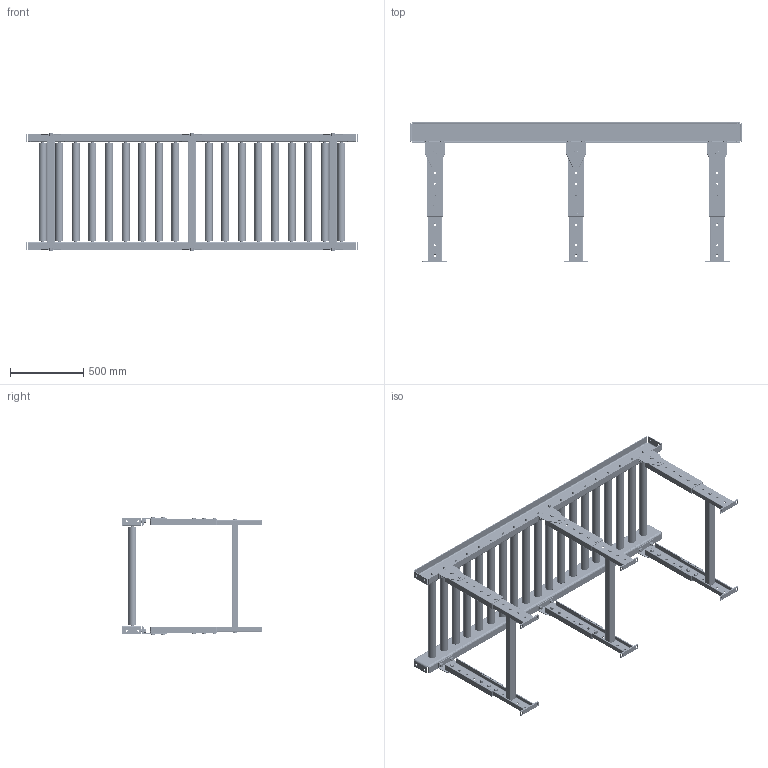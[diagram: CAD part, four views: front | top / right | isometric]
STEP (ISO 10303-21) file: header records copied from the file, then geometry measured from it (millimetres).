
FILE_DESCRIPTION(('FreeCAD Model'),'2;1');
FILE_NAME('Open CASCADE Shape Model','2025-05-09T11:16:27',('FreeCAD'),( 'FreeCAD'),'Open CASCADE STEP processor 7.6','FreeCAD','Unknown');
FILE_SCHEMA(('AUTOMOTIVE_DESIGN { 1 0 10303 214 1 1 1 1 }'));
Products named in the file (1): Open CASCADE STEP translator 7.6 1
Bounding box: 2272.08 x 959.86 x 811.07 mm (x, y, z)
Volume: 51909474.2 mm3; surface area: 7783118 mm2
Topology: 132 solids, 132 shells, 5428 faces, 12114 edges, 7026 vertices
Faces by surface type: bspline 5428
Entity records: 158198 total; most frequent: CARTESIAN_POINT 88291, ORIENTED_EDGE 23892, EDGE_CURVE 11946, VERTEX_POINT 7026, B_SPLINE_CURVE_WITH_KNOTS 6814, FACE_BOUND 6112, EDGE_LOOP 6112, ADVANCED_FACE 5428
